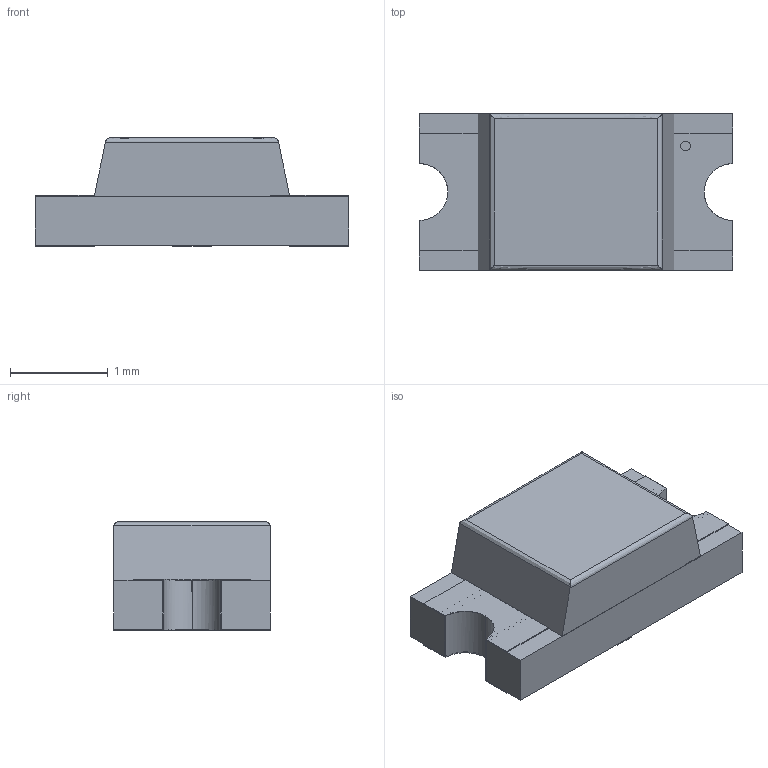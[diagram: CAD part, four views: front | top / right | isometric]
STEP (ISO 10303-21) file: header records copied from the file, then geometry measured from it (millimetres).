
FILE_DESCRIPTION(/* description */ (''),/* implementation_level */ '2;1');
FILE_NAME(/* name */ 'SURFAC~2',/* time_stamp */ '2013-08-04T11:37:58+02:00',/* author */ (''),/* organization */ (''),/* preprocessor_version */ 'ST-DEVELOPER v14',/* originating_system */ '',/* authorisation */ '');
FILE_SCHEMA (('AUTOMOTIVE_DESIGN'));
Length unit declared in the file: millimetre
Products named in the file (1): Document
Bounding box: 3.2 x 1.6 x 1.11 mm (x, y, z)
Volume: 4.3 mm3; surface area: 32.9 mm2
Topology: 13 solids, 13 shells, 182 faces, 433 edges, 286 vertices
Faces by surface type: plane 103, bspline 79
Entity records: 14433 total; most frequent: CARTESIAN_POINT 8342, B_SPLINE_CURVE_WITH_KNOTS 1252, ORIENTED_EDGE 866, PCURVE 866, DEFINITIONAL_REPRESENTATION 866, SURFACE_CURVE 433, EDGE_CURVE 433, VERTEX_POINT 286
